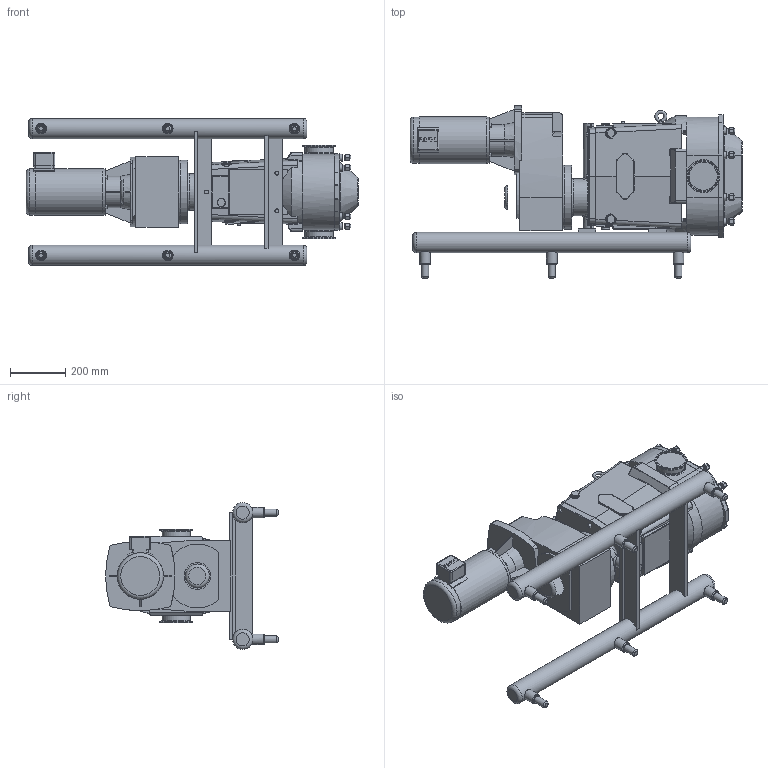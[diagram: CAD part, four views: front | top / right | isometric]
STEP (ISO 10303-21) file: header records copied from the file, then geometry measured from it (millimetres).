
FILE_DESCRIPTION(/* description */ (''),/* implementation_level */ '2;1');
FILE_NAME(/* name */ 'U2_220U2_145TC_4x4_S-Line_1.5HP_SM.stp',/* time_stamp */ '2020-10-20T15:44:59+05:00',/* author */ ('trtmhr'),/* organization */ (''),/* preprocessor_version */ 'ST-DEVELOPER v17',/* originating_system */ 'Autodesk Inventor 2018',/* authorisation */ '');
FILE_SCHEMA (('AUTOMOTIVE_DESIGN { 1 0 10303 214 3 1 1 }'));
Length unit declared in the file: inch
Products named in the file (1): U2_220U2_145TC_4x4_S-Line_1.5HP_SM
Bounding box: 1197.97 x 623.11 x 530.23 mm (x, y, z)
Volume: 82187646.4 mm3; surface area: 2512210.7 mm2
Topology: 6 solids, 6 shells, 1076 faces, 2762 edges, 1767 vertices
Faces by surface type: plane 481, cylinder 285, bspline 140, torus 99, cone 45, sphere 26
Full cylindrical faces by diameter (mm): 5.08 x1, 12.395 x5, 12.7 x4, 14.3 x3, 19.05 x8, 25.4 x14, 30.48 x1, 38.1 x6, 101.6 x2, 102.946 x4, 103.962 x2, 119.024 x2, 133.35 x1, 165.989 x1, 166.116 x1, 168.402 x1, 229.997 x1, 230.124 x1
Entity records: 37444 total; most frequent: CARTESIAN_POINT 11186, ORIENTED_EDGE 5504, DIRECTION 5436, EDGE_CURVE 2752, AXIS2_PLACEMENT_3D 2034, VERTEX_POINT 1767, LINE 1368, VECTOR 1368
